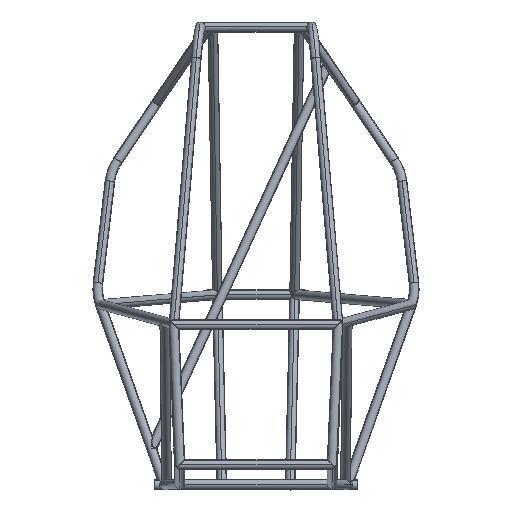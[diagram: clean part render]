
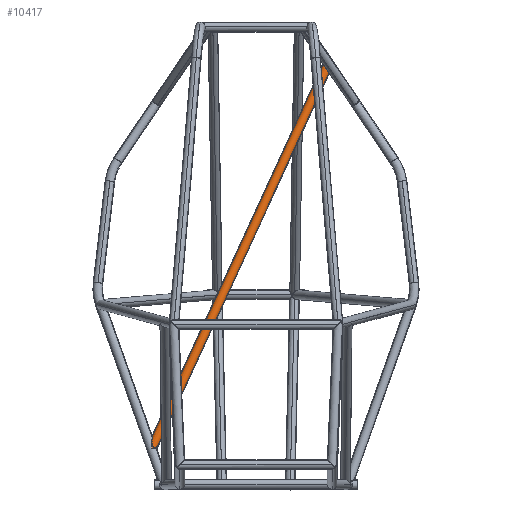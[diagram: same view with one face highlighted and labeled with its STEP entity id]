
A CAD part, top view. The second image highlights one B-rep face of the part: STEP entity #10417.
In plain terms, the highlighted cylindrical face has radius 12.7 mm (diameter 25.4 mm), a partial arc.
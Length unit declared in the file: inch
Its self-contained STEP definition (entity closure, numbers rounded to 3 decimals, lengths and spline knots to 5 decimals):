
#156 = CARTESIAN_POINT ( 'NONE',  ( 6.25123, 43.76021, -6.4247 ) ) ;
#447 = LINE ( 'NONE', #11726, #10273 ) ;
#791 = CARTESIAN_POINT ( 'NONE',  ( -12.02838, 5.0528, -0.48644 ) ) ;
#1273 = CARTESIAN_POINT ( 'NONE',  ( 6.30275, 43.13496, -6.32567 ) ) ;
#1276 = CARTESIAN_POINT ( 'NONE',  ( -12.08584, 3.80717, -0.09676 ) ) ;
#1371 = ORIENTED_EDGE ( 'NONE', *, *, #10762, .F. ) ;
#1713 = EDGE_CURVE ( 'NONE', #16889, #10755, #7278, .T. ) ;
#1899 = FACE_OUTER_BOUND ( 'NONE', #4532, .T. ) ;
#2258 = VERTEX_POINT ( 'NONE', #156 ) ;
#2928 = CARTESIAN_POINT ( 'NONE',  ( 6.25123, 43.76021, -6.4247 ) ) ;
#3021 = DIRECTION ( 'NONE',  ( -0.909, 0.417, 0. ) ) ;
#3564 = CARTESIAN_POINT ( 'NONE',  ( -12.02622, 5.05753, -0.768 ) ) ;
#4292 = EDGE_CURVE ( 'NONE', #16889, #5772, #12996, .T. ) ;
#4532 = EDGE_LOOP ( 'NONE', ( #16010, #9399, #1371, #17676, #7514, #12877, #6303 ) ) ;
#4745 = CARTESIAN_POINT ( 'NONE',  ( -12.08584, 3.72895, -0.59061 ) ) ;
#4959 = CARTESIAN_POINT ( 'NONE',  ( 6.25123, 43.76021, -6.4247 ) ) ;
#5331 = CARTESIAN_POINT ( 'NONE',  ( 6.3346, 42.66498, -6.7905 ) ) ;
#5507 = CARTESIAN_POINT ( 'NONE',  ( -11.56425, 3.754, -0.28412 ) ) ;
#5599 = CARTESIAN_POINT ( 'NONE',  ( 6.33796, 42.67231, -6.4802 ) ) ;
#5683 = CARTESIAN_POINT ( 'NONE',  ( 5.93437, 43.73475, -6.42067 ) ) ;
#5772 = VERTEX_POINT ( 'NONE', #7582 ) ;
#6303 = ORIENTED_EDGE ( 'NONE', *, *, #8362, .F. ) ;
#7278 = LINE ( 'NONE', #11481, #18154 ) ;
#7399 = CARTESIAN_POINT ( 'NONE',  ( -11.54749, 3.70325, -0.59976 ) ) ;
#7465 =( BOUNDED_CURVE ( )  B_SPLINE_CURVE ( 3, ( #17683, #9444, #791, #3564 ),
 .UNSPECIFIED., .F., .F. ) 
 B_SPLINE_CURVE_WITH_KNOTS ( ( 4, 4 ),
 ( 4.71239, 6.21789 ),
 .UNSPECIFIED. ) 
 CURVE ( )  GEOMETRIC_REPRESENTATION_ITEM ( )  RATIONAL_B_SPLINE_CURVE ( ( 1., 0.82, 0.82, 1. ) ) 
 REPRESENTATION_ITEM ( '' )  );
#7514 = ORIENTED_EDGE ( 'NONE', *, *, #11770, .F. ) ;
#7582 = CARTESIAN_POINT ( 'NONE',  ( -11.54845, 3.70942, -0.56106 ) ) ;
#8362 = EDGE_CURVE ( 'NONE', #5772, #10823, #11295, .T. ) ;
#8869 = CARTESIAN_POINT ( 'NONE',  ( -11.54735, 3.70631, -0.5804 ) ) ;
#9399 = ORIENTED_EDGE ( 'NONE', *, *, #1713, .T. ) ;
#9444 = CARTESIAN_POINT ( 'NONE',  ( -12.05262, 4.54445, -0.21354 ) ) ;
#9946 = DIRECTION ( 'NONE',  ( 0.413, 0.9, -0.142 ) ) ;
#10175 = DIRECTION ( 'NONE',  ( 0.413, 0.9, -0.142 ) ) ;
#10273 = VECTOR ( 'NONE', #11627, 39.37008 ) ;
#10417 = ADVANCED_FACE ( 'NONE', ( #1899 ), #15958, .T. ) ;
#10506 = CARTESIAN_POINT ( 'NONE',  ( -11.54887, 3.70025, -0.6191 ) ) ;
#10564 = EDGE_CURVE ( 'NONE', #10823, #14287, #7465, .T. ) ;
#10572 = CARTESIAN_POINT ( 'NONE',  ( 5.68244, 43.64139, -6.87908 ) ) ;
#10755 = VERTEX_POINT ( 'NONE', #5331 ) ;
#10762 = EDGE_CURVE ( 'NONE', #2258, #10755, #12368, .T. ) ;
#10823 = VERTEX_POINT ( 'NONE', #11814 ) ;
#11295 =( BOUNDED_CURVE ( )  B_SPLINE_CURVE ( 3, ( #15141, #5507, #13761, #1276 ),
 .UNSPECIFIED., .F., .F. ) 
 B_SPLINE_CURVE_WITH_KNOTS ( ( 4, 4 ),
 ( 0.05227, 1.5708 ),
 .UNSPECIFIED. ) 
 CURVE ( )  GEOMETRIC_REPRESENTATION_ITEM ( )  RATIONAL_B_SPLINE_CURVE ( ( 1., 0.817, 0.817, 1. ) ) 
 REPRESENTATION_ITEM ( '' )  );
#11481 = CARTESIAN_POINT ( 'NONE',  ( -11.63142, 3.52039, -0.59061 ) ) ;
#11627 = DIRECTION ( 'NONE',  ( 0.413, 0.9, -0.142 ) ) ;
#11726 = CARTESIAN_POINT ( 'NONE',  ( -12.54026, 3.93752, -0.59061 ) ) ;
#11770 = EDGE_CURVE ( 'NONE', #14287, #12546, #447, .T. ) ;
#11814 = CARTESIAN_POINT ( 'NONE',  ( -12.08584, 3.80717, -0.09676 ) ) ;
#12368 =( BOUNDED_CURVE ( )  B_SPLINE_CURVE ( 3, ( #4959, #1273, #5599, #13849 ),
 .UNSPECIFIED., .F., .F. ) 
 B_SPLINE_CURVE_WITH_KNOTS ( ( 4, 4 ),
 ( 1.5708, 3.20689 ),
 .UNSPECIFIED. ) 
 CURVE ( )  GEOMETRIC_REPRESENTATION_ITEM ( )  RATIONAL_B_SPLINE_CURVE ( ( 1., 0.789, 0.789, 1. ) ) 
 REPRESENTATION_ITEM ( '' )  );
#12537 = CARTESIAN_POINT ( 'NONE',  ( 5.68244, 43.64139, -6.87908 ) ) ;
#12546 = VERTEX_POINT ( 'NONE', #10572 ) ;
#12877 = ORIENTED_EDGE ( 'NONE', *, *, #10564, .F. ) ;
#12996 =( BOUNDED_CURVE ( )  B_SPLINE_CURVE ( 3, ( #10506, #7399, #8869, #14441 ),
 .UNSPECIFIED., .F., .F. ) 
 B_SPLINE_CURVE_WITH_KNOTS ( ( 4, 4 ),
 ( 6.21789, 6.33546 ),
 .UNSPECIFIED. ) 
 CURVE ( )  GEOMETRIC_REPRESENTATION_ITEM ( )  RATIONAL_B_SPLINE_CURVE ( ( 1., 0.999, 0.999, 1. ) ) 
 REPRESENTATION_ITEM ( '' )  );
#13761 = CARTESIAN_POINT ( 'NONE',  ( -11.78353, 3.79388, -0.09466 ) ) ;
#13849 = CARTESIAN_POINT ( 'NONE',  ( 6.3346, 42.66498, -6.7905 ) ) ;
#14065 =( BOUNDED_CURVE ( )  B_SPLINE_CURVE ( 3, ( #12537, #16598, #5683, #2928 ),
 .UNSPECIFIED., .F., .F. ) 
 B_SPLINE_CURVE_WITH_KNOTS ( ( 4, 4 ),
 ( 3.20689, 4.71239 ),
 .UNSPECIFIED. ) 
 CURVE ( )  GEOMETRIC_REPRESENTATION_ITEM ( )  RATIONAL_B_SPLINE_CURVE ( ( 1., 0.82, 0.82, 1. ) ) 
 REPRESENTATION_ITEM ( '' )  );
#14287 = VERTEX_POINT ( 'NONE', #14653 ) ;
#14441 = CARTESIAN_POINT ( 'NONE',  ( -11.54845, 3.70942, -0.56106 ) ) ;
#14544 = CARTESIAN_POINT ( 'NONE',  ( -11.54887, 3.70025, -0.6191 ) ) ;
#14571 = AXIS2_PLACEMENT_3D ( 'NONE', #4745, #10175, #3021 ) ;
#14653 = CARTESIAN_POINT ( 'NONE',  ( -12.02622, 5.05753, -0.768 ) ) ;
#15141 = CARTESIAN_POINT ( 'NONE',  ( -11.54845, 3.70942, -0.56106 ) ) ;
#15223 = EDGE_CURVE ( 'NONE', #12546, #2258, #14065, .T. ) ;
#15958 = CYLINDRICAL_SURFACE ( 'NONE', #14571, 0.5 ) ;
#16010 = ORIENTED_EDGE ( 'NONE', *, *, #4292, .F. ) ;
#16598 = CARTESIAN_POINT ( 'NONE',  ( 5.70312, 43.68644, -6.60541 ) ) ;
#16889 = VERTEX_POINT ( 'NONE', #14544 ) ;
#17676 = ORIENTED_EDGE ( 'NONE', *, *, #15223, .F. ) ;
#17683 = CARTESIAN_POINT ( 'NONE',  ( -12.08584, 3.80717, -0.09676 ) ) ;
#18154 = VECTOR ( 'NONE', #9946, 39.37008 ) ;
